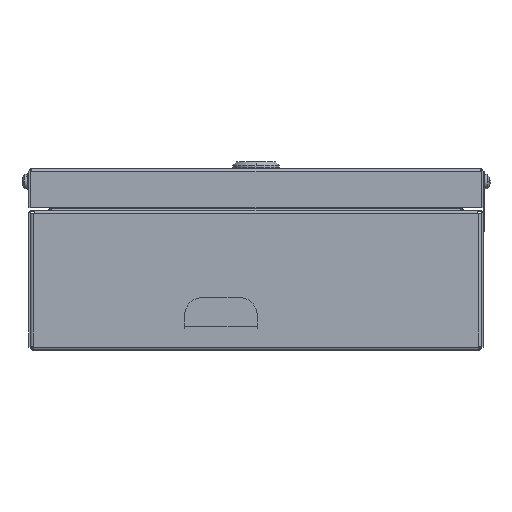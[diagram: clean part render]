
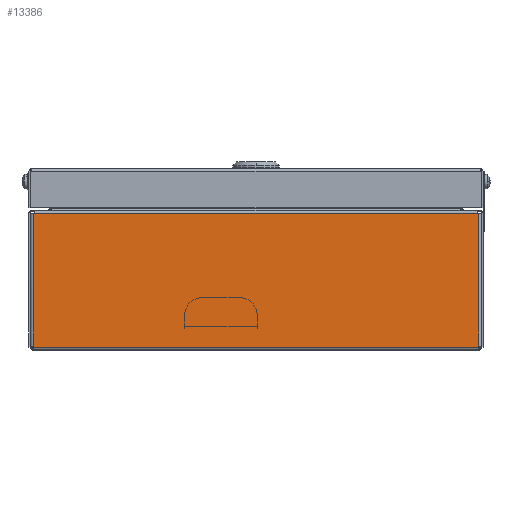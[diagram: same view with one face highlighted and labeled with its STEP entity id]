
A CAD part, left-side view. The second image highlights one B-rep face of the part: STEP entity #13386.
In plain terms, the highlighted planar face has unit normal (-1, 0, 0).
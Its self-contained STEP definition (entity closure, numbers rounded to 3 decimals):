
#519 = VERTEX_POINT ( 'NONE', #28794 ) ;
#778 = DIRECTION ( 'NONE',  ( 0., 1., 0. ) ) ;
#1086 = VECTOR ( 'NONE', #14200, 1000. ) ;
#2475 = VECTOR ( 'NONE', #6676, 1000. ) ;
#2863 = CARTESIAN_POINT ( 'NONE',  ( -156.583, -157.844, 74.7 ) ) ;
#4689 = CARTESIAN_POINT ( 'NONE',  ( -156.583, -157.844, 74.7 ) ) ;
#4889 = VECTOR ( 'NONE', #778, 1000. ) ;
#5110 = DIRECTION ( 'NONE',  ( 0., 1., 0. ) ) ;
#5185 = VERTEX_POINT ( 'NONE', #15198 ) ;
#5470 = EDGE_CURVE ( 'NONE', #5185, #519, #11814, .T. ) ;
#5944 = VERTEX_POINT ( 'NONE', #11884 ) ;
#5960 = VECTOR ( 'NONE', #26336, 1000. ) ;
#6178 = VERTEX_POINT ( 'NONE', #4689 ) ;
#6396 = LINE ( 'NONE', #11405, #23432 ) ;
#6676 = DIRECTION ( 'NONE',  ( 0., 0., 1. ) ) ;
#6763 = VECTOR ( 'NONE', #5110, 1000. ) ;
#7335 = EDGE_CURVE ( 'NONE', #519, #18675, #6396, .T. ) ;
#7403 = CARTESIAN_POINT ( 'NONE',  ( -156.583, 89.056, 74.7 ) ) ;
#7904 = EDGE_CURVE ( 'NONE', #15532, #18675, #10741, .T. ) ;
#8730 = EDGE_CURVE ( 'NONE', #15532, #6178, #15521, .T. ) ;
#9233 = CARTESIAN_POINT ( 'NONE',  ( -156.583, 89.056, 76.4 ) ) ;
#10741 = LINE ( 'NONE', #22052, #4889 ) ;
#11405 = CARTESIAN_POINT ( 'NONE',  ( -156.583, 87.356, 76.4 ) ) ;
#11471 = CARTESIAN_POINT ( 'NONE',  ( -156.583, -157.844, 1. ) ) ;
#11814 = LINE ( 'NONE', #7403, #6763 ) ;
#11884 = CARTESIAN_POINT ( 'NONE',  ( -156.583, -157.434, 74.7 ) ) ;
#12465 = EDGE_CURVE ( 'NONE', #5944, #5185, #19244, .T. ) ;
#12500 = ORIENTED_EDGE ( 'NONE', *, *, #29816, .T. ) ;
#13386 = ADVANCED_FACE ( 'NONE', ( #13814 ), #30179, .F. ) ;
#13814 = FACE_OUTER_BOUND ( 'NONE', #24949, .T. ) ;
#14012 = DIRECTION ( 'NONE',  ( 0., 0., -1. ) ) ;
#14200 = DIRECTION ( 'NONE',  ( 0., 1., 0. ) ) ;
#15198 = CARTESIAN_POINT ( 'NONE',  ( -156.583, 86.947, 74.7 ) ) ;
#15521 = LINE ( 'NONE', #29756, #2475 ) ;
#15532 = VERTEX_POINT ( 'NONE', #11471 ) ;
#15792 = ORIENTED_EDGE ( 'NONE', *, *, #12465, .T. ) ;
#18551 = DIRECTION ( 'NONE',  ( 1., 0., 0. ) ) ;
#18675 = VERTEX_POINT ( 'NONE', #24940 ) ;
#18710 = DIRECTION ( 'NONE',  ( 0., 0., -1. ) ) ;
#18733 = ORIENTED_EDGE ( 'NONE', *, *, #7904, .F. ) ;
#19244 = LINE ( 'NONE', #2863, #1086 ) ;
#21436 = LINE ( 'NONE', #21884, #5960 ) ;
#21884 = CARTESIAN_POINT ( 'NONE',  ( -156.583, -157.844, 74.7 ) ) ;
#22052 = CARTESIAN_POINT ( 'NONE',  ( -156.583, 89.056, 1. ) ) ;
#23432 = VECTOR ( 'NONE', #14012, 1000. ) ;
#23647 = AXIS2_PLACEMENT_3D ( 'NONE', #9233, #18551, #18710 ) ;
#24940 = CARTESIAN_POINT ( 'NONE',  ( -156.583, 87.356, 1. ) ) ;
#24949 = EDGE_LOOP ( 'NONE', ( #12500, #15792, #26969, #27174, #18733, #26696 ) ) ;
#26336 = DIRECTION ( 'NONE',  ( 0., 1., 0. ) ) ;
#26696 = ORIENTED_EDGE ( 'NONE', *, *, #8730, .T. ) ;
#26969 = ORIENTED_EDGE ( 'NONE', *, *, #5470, .T. ) ;
#27174 = ORIENTED_EDGE ( 'NONE', *, *, #7335, .T. ) ;
#28794 = CARTESIAN_POINT ( 'NONE',  ( -156.583, 87.356, 74.7 ) ) ;
#29756 = CARTESIAN_POINT ( 'NONE',  ( -156.583, -157.844, 1. ) ) ;
#29816 = EDGE_CURVE ( 'NONE', #6178, #5944, #21436, .T. ) ;
#30179 = PLANE ( 'NONE',  #23647 ) ;
